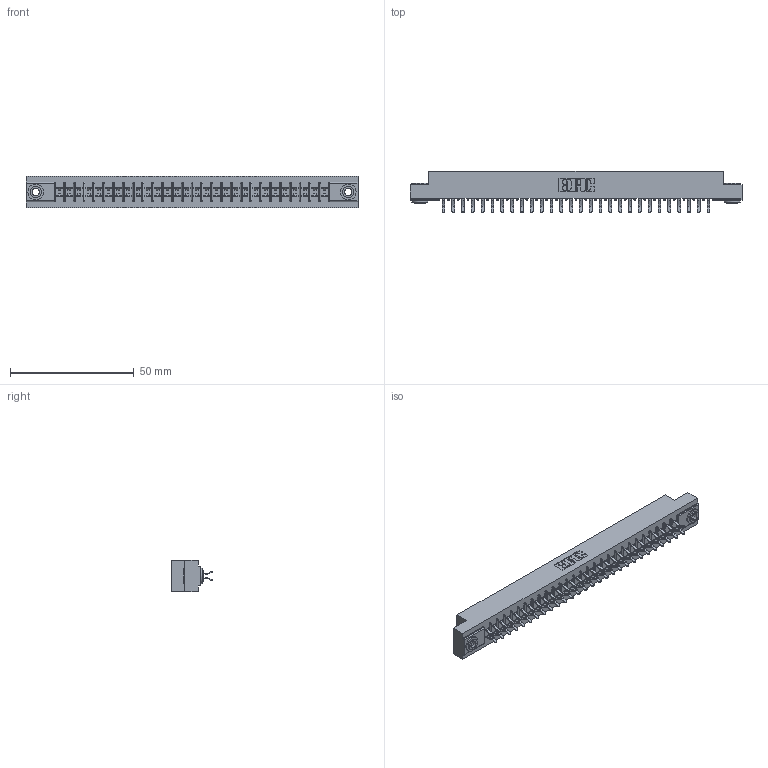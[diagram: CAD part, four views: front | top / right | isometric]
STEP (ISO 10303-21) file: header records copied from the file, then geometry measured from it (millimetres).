
FILE_DESCRIPTION (( 'STEP AP203' ), '1' );
FILE_NAME ('355-056-556-203.STEP', '2019-09-12T13:00:16', ( '' ), ( '' ), 'SwSTEP 2.0', 'SolidWorks 2016', '' );
FILE_SCHEMA (( 'CONFIG_CONTROL_DESIGN' ));
Length unit declared in the file: inch
Products named in the file (4): 345-250-002_345-250-002-102; 305-290-001_556; 305 Part_.156 Dia; 355-056-556-203
Assembly tree (59 placements, depth 2):
  355-056-556-203
    305 Part_.156 Dia
    305-290-001_556  x56
    345-250-002_345-250-002-102  x2
Bounding box: 133.96 x 16.64 x 12.7 mm (x, y, z)
Volume: 13880.2 mm3; surface area: 17613.7 mm2
Topology: 59 solids, 59 shells, 3304 faces, 9472 edges, 6160 vertices
Faces by surface type: plane 1828, cylinder 1356, sphere 112, cone 8
Entity records: 33308 total; most frequent: CARTESIAN_POINT 5495, ORIENTED_EDGE 5444, DIRECTION 5346, EDGE_CURVE 2722, LINE 2172, VECTOR 2172, VERTEX_POINT 1736, AXIS2_PLACEMENT_3D 1587
